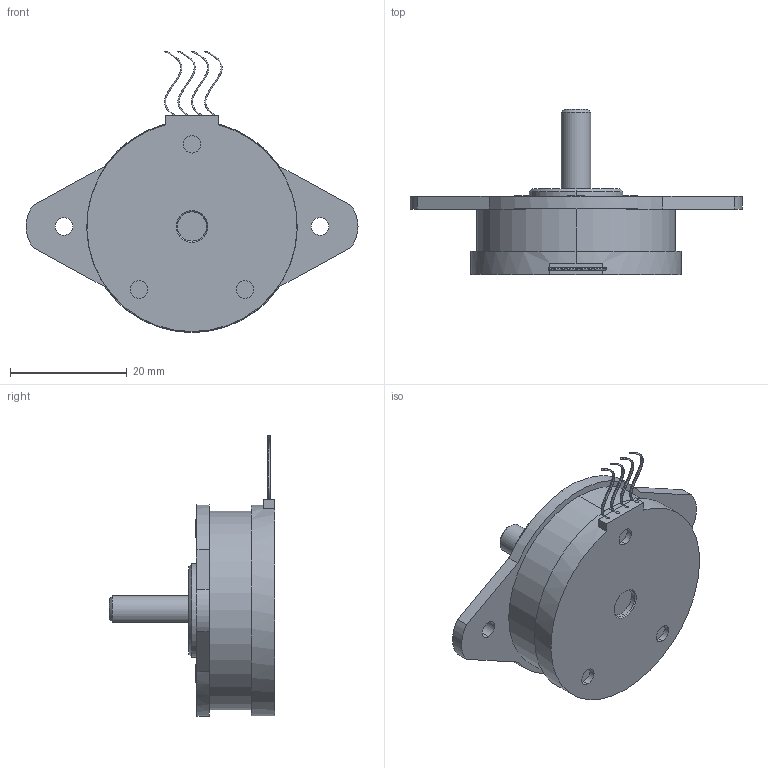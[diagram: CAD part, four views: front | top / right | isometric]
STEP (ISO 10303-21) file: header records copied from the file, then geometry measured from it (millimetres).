
FILE_DESCRIPTION (( 'STEP AP214' ), '1' );
FILE_NAME ('36HM1503A4.STEP', '2023-02-10T07:45:38', ( 'Windows 蚚誧' ), ( 'Organization' ), 'SwSTEP 2.0', 'SolidWorks 2021', '' );
FILE_SCHEMA (( 'AUTOMOTIVE_DESIGN' ));
Length unit declared in the file: millimetre
Products named in the file (1): 36HM1503A4
Bounding box: 56.84 x 28.3 x 48.07 mm (x, y, z)
Volume: 13887.1 mm3; surface area: 5016.3 mm2
Topology: 5 solids, 5 shells, 163 faces, 389 edges, 256 vertices
Faces by surface type: plane 101, cylinder 49, bspline 8, cone 5
Entity records: 5918 total; most frequent: CARTESIAN_POINT 1767, DIRECTION 810, ORIENTED_EDGE 778, EDGE_CURVE 389, AXIS2_PLACEMENT_3D 283, VERTEX_POINT 256, VECTOR 244, LINE 244
